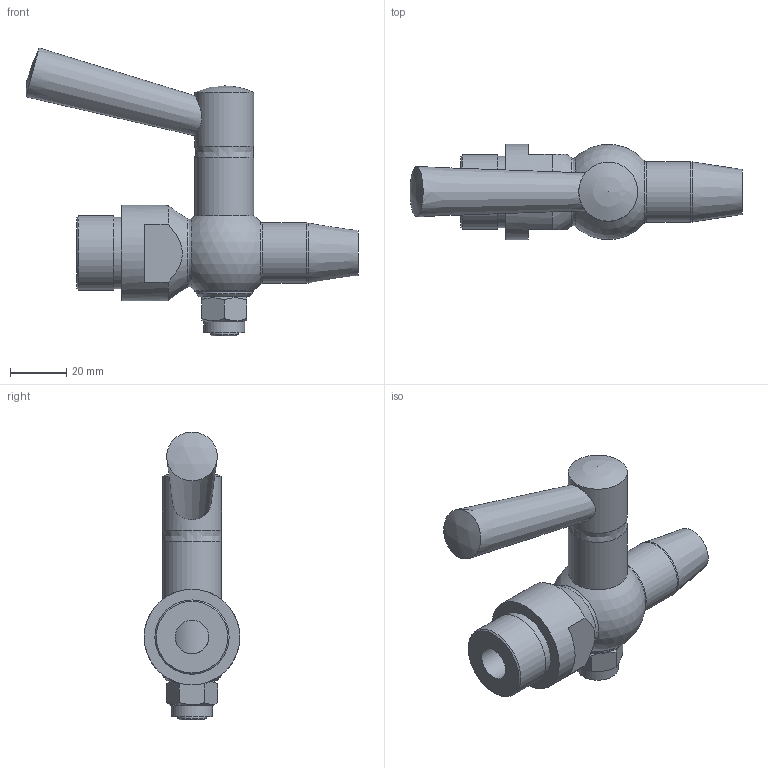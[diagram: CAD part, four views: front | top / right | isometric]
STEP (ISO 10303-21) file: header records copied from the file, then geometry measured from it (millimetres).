
FILE_DESCRIPTION((''),'2;1');
FILE_NAME('91220012X.stp','2010-09-27T13:47:03',('thilbrands'),(''),'Autodesk Inventor 2008','Autodesk Inventor 2008','');
FILE_SCHEMA(('AUTOMOTIVE_DESIGN { 1 0 10303 214 1 1 1 1 }'));
Length unit declared in the file: millimetre
Products named in the file (4): 91220004X; 91220004X-04; ISO 7090 10 - 140 HV; ISO 7041 M10
Assembly tree (3 placements, depth 2):
  91220004X
    91220004X-04
    ISO 7090 10 - 140 HV
    ISO 7041 M10
Bounding box: 118.14 x 34 x 102.47 mm (x, y, z)
Volume: 78308.7 mm3; surface area: 21396.5 mm2
Topology: 3 solids, 3 shells, 53 faces, 111 edges, 70 vertices
Faces by surface type: plane 18, cylinder 15, cone 10, bspline 6, sphere 3, torus 1
Full cylindrical faces by diameter (mm): 10 x1, 10.5 x1, 12 x2, 14.63 x1, 20 x1, 21 x3, 21.5 x1, 25.441 x1, 26.441 x1, 34 x1
Entity records: 1629 total; most frequent: CARTESIAN_POINT 604, DIRECTION 202, ORIENTED_EDGE 140, AXIS2_PLACEMENT_3D 95, EDGE_LOOP 94, EDGE_CURVE 70, VERTEX_POINT 60, FACE_OUTER_BOUND 53
